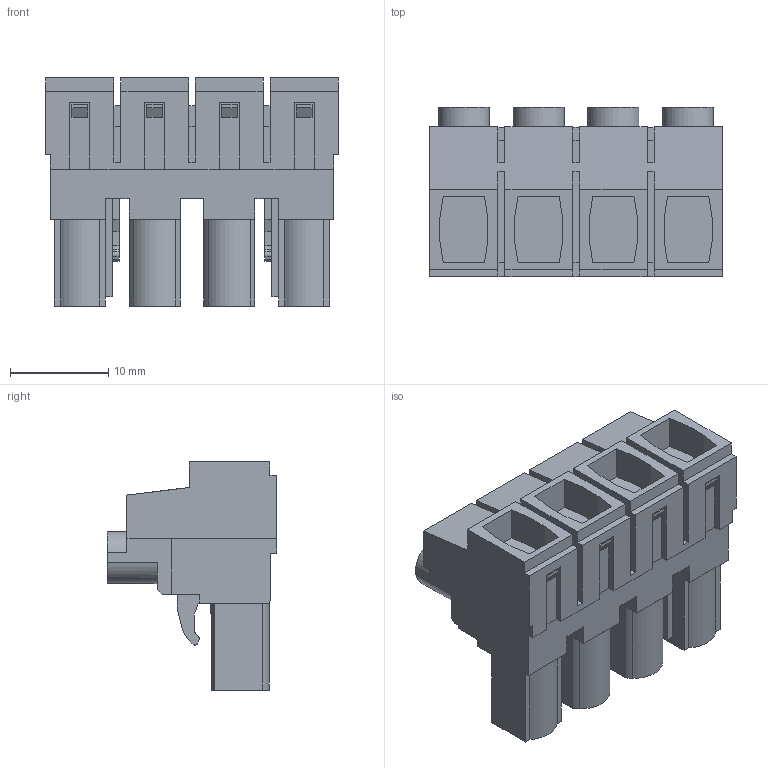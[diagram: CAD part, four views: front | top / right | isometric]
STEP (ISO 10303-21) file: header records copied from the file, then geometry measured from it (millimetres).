
FILE_DESCRIPTION(('CATIA V5 STEP Exchange','CAx-IF Rec.Pracs.--- Model Styling and Organization---1.4--- 2014-01-23'),'2;1');
FILE_NAME ('D1447869_1', '2023-05-02T07:03:26+00:00', ('none'), ('Weidmueller'), 'CATIA Version 5-6 Release 2016 SP3 HF44', 'CATIA V5 STEP AP214', 'none');
FILE_SCHEMA(('AUTOMOTIVE_DESIGN { 1 0 10303 214 1 1 1 1 }'));
Length unit declared in the file: millimetre
Products named in the file (1): 1059600000
Bounding box: 29.8 x 17.25 x 23.25 mm (x, y, z)
Volume: 5532.8 mm3; surface area: 4444.4 mm2
Topology: 5 solids, 5 shells, 414 faces, 1139 edges, 755 vertices
Faces by surface type: plane 350, cylinder 56, extrusion 8
Entity records: 13131 total; most frequent: CARTESIAN_POINT 2544, ORIENTED_EDGE 2278, DIRECTION 1771, EDGE_CURVE 1139, VECTOR 1003, LINE 995, VERTEX_POINT 755, AXIS2_PLACEMENT_3D 440
